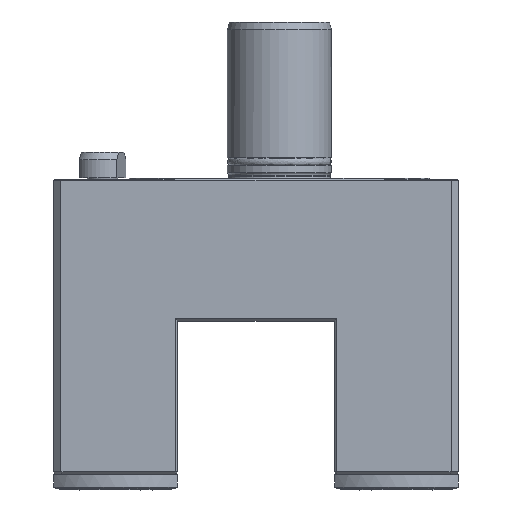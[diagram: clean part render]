
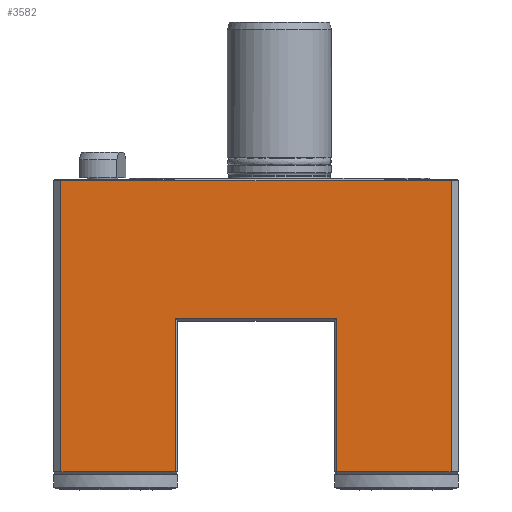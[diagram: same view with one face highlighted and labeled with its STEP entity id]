
A CAD part, front view. The second image highlights one B-rep face of the part: STEP entity #3582.
In plain terms, the highlighted planar face has unit normal (0, -1, 0).
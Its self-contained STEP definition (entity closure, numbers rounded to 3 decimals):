
#201=LINE('',#6286,#390);
#211=LINE('',#6307,#400);
#228=LINE('',#6352,#417);
#238=LINE('',#6372,#427);
#242=LINE('',#6381,#431);
#243=LINE('',#6383,#432);
#244=LINE('',#6384,#433);
#245=LINE('',#6385,#434);
#390=VECTOR('',#4632,1000.);
#400=VECTOR('',#4648,1000.);
#417=VECTOR('',#4689,1000.);
#427=VECTOR('',#4707,1000.);
#431=VECTOR('',#4713,1000.);
#432=VECTOR('',#4714,1000.);
#433=VECTOR('',#4715,1000.);
#434=VECTOR('',#4716,1000.);
#1024=ORIENTED_EDGE('',*,*,#1809,.T.);
#1025=ORIENTED_EDGE('',*,*,#1810,.T.);
#1026=ORIENTED_EDGE('',*,*,#1805,.T.);
#1027=ORIENTED_EDGE('',*,*,#1811,.T.);
#1028=ORIENTED_EDGE('',*,*,#1795,.T.);
#1029=ORIENTED_EDGE('',*,*,#1763,.T.);
#1030=ORIENTED_EDGE('',*,*,#1773,.T.);
#1031=ORIENTED_EDGE('',*,*,#1812,.T.);
#1763=EDGE_CURVE('',#2892,#2895,#201,.T.);
#1773=EDGE_CURVE('',#2895,#2903,#211,.T.);
#1795=EDGE_CURVE('',#2918,#2892,#228,.T.);
#1805=EDGE_CURVE('',#2926,#2927,#238,.T.);
#1809=EDGE_CURVE('',#2930,#2913,#242,.T.);
#1810=EDGE_CURVE('',#2913,#2926,#243,.T.);
#1811=EDGE_CURVE('',#2927,#2918,#244,.T.);
#1812=EDGE_CURVE('',#2903,#2930,#245,.T.);
#2337=EDGE_LOOP('',(#1024,#1025,#1026,#1027,#1028,#1029,#1030,#1031));
#2682=PLANE('',#3952);
#2892=VERTEX_POINT('',#6280);
#2895=VERTEX_POINT('',#6285);
#2903=VERTEX_POINT('',#6306);
#2913=VERTEX_POINT('',#6331);
#2918=VERTEX_POINT('',#6349);
#2926=VERTEX_POINT('',#6373);
#2927=VERTEX_POINT('',#6374);
#2930=VERTEX_POINT('',#6382);
#3216=FACE_BOUND('',#2337,.T.);
#3582=ADVANCED_FACE('',(#3216),#2682,.T.);
#3952=AXIS2_PLACEMENT_3D('',#6380,#4711,#4712);
#4632=DIRECTION('',(1.,0.,0.));
#4648=DIRECTION('',(0.,0.,-1.));
#4689=DIRECTION('',(0.,0.,1.));
#4707=DIRECTION('',(0.,0.,-1.));
#4711=DIRECTION('',(0.,-1.,0.));
#4712=DIRECTION('',(0.,0.,-1.));
#4713=DIRECTION('',(0.,0.,1.));
#4714=DIRECTION('',(-1.,0.,0.));
#4715=DIRECTION('',(1.,0.,0.));
#4716=DIRECTION('',(1.,0.,0.));
#6280=CARTESIAN_POINT('',(-40.,-42.,-54.));
#6285=CARTESIAN_POINT('',(22.,-42.,-54.));
#6286=CARTESIAN_POINT('',(21.,-42.,-54.));
#6306=CARTESIAN_POINT('',(22.,-42.,-113.));
#6307=CARTESIAN_POINT('',(22.,-42.,-114.));
#6331=CARTESIAN_POINT('',(66.,-42.,-1.));
#6349=CARTESIAN_POINT('',(-40.,-42.,-113.));
#6352=CARTESIAN_POINT('',(-40.,-42.,-55.));
#6372=CARTESIAN_POINT('',(-84.,-42.,-114.));
#6373=CARTESIAN_POINT('',(-84.,-42.,-1.));
#6374=CARTESIAN_POINT('',(-84.,-42.,-113.));
#6380=CARTESIAN_POINT('',(-87.,-42.,-114.));
#6381=CARTESIAN_POINT('',(66.,-42.,-114.));
#6382=CARTESIAN_POINT('',(66.,-42.,-113.));
#6383=CARTESIAN_POINT('',(-87.,-42.,-1.));
#6384=CARTESIAN_POINT('',(-39.,-42.,-113.));
#6385=CARTESIAN_POINT('',(66.,-42.,-113.));
